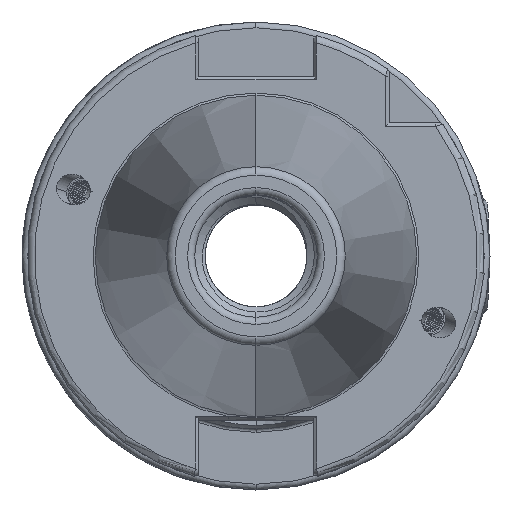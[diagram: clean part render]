
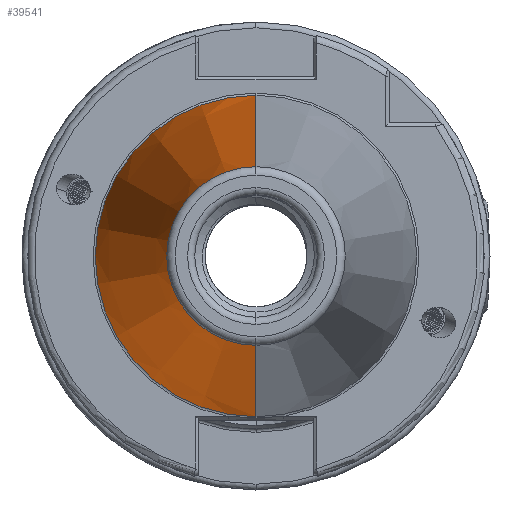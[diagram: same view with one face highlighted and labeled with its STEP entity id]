
A CAD part, left-side view. The second image highlights one B-rep face of the part: STEP entity #39541.
In plain terms, the highlighted conical face has half-angle 8.297 degrees and reference radius 22.692 mm.
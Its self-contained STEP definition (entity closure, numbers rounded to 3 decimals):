
#44 = ORIENTED_EDGE ( 'NONE', *, *, #5717, .F. ) ;
#730 = AXIS2_PLACEMENT_3D ( 'NONE', #30434, #30432, #30440 ) ;
#740 = AXIS2_PLACEMENT_3D ( 'NONE', #30698, #30686, #30687 ) ;
#1073 = AXIS2_PLACEMENT_3D ( 'NONE', #26588, #26574, #26582 ) ;
#2305 = ORIENTED_EDGE ( 'NONE', *, *, #5667, .T. ) ;
#2310 = ORIENTED_EDGE ( 'NONE', *, *, #5706, .T. ) ;
#2312 = ORIENTED_EDGE ( 'NONE', *, *, #5688, .F. ) ;
#5667 = EDGE_CURVE ( 'NONE', #18406, #18403, #39738, .T. ) ;
#5688 = EDGE_CURVE ( 'NONE', #18413, #18403, #39734, .T. ) ;
#5706 = EDGE_CURVE ( 'NONE', #18435, #18406, #18695, .T. ) ;
#5717 = EDGE_CURVE ( 'NONE', #18435, #18413, #32922, .T. ) ;
#18403 = VERTEX_POINT ( 'NONE', #23424 ) ;
#18406 = VERTEX_POINT ( 'NONE', #23426 ) ;
#18413 = VERTEX_POINT ( 'NONE', #21928 ) ;
#18435 = VERTEX_POINT ( 'NONE', #21956 ) ;
#18695 = CIRCLE ( 'NONE', #740, 12.4 ) ;
#21928 = CARTESIAN_POINT ( 'NONE',  ( -2.5, 0., -22.327 ) ) ;
#21956 = CARTESIAN_POINT ( 'NONE',  ( -70.573, 0., -12.4 ) ) ;
#22841 = FACE_OUTER_BOUND ( 'NONE', #40311, .T. ) ;
#22858 = CONICAL_SURFACE ( 'NONE', #1073, 22.692, 0.145 ) ;
#23424 = CARTESIAN_POINT ( 'NONE',  ( -2.5, 0., 22.327 ) ) ;
#23426 = CARTESIAN_POINT ( 'NONE',  ( -70.573, 0., 12.4 ) ) ;
#26574 = DIRECTION ( 'NONE',  ( 1., 0., 0. ) ) ;
#26582 = DIRECTION ( 'NONE',  ( 0., 0., -1. ) ) ;
#26588 = CARTESIAN_POINT ( 'NONE',  ( 0., 0., 0. ) ) ;
#30132 = CARTESIAN_POINT ( 'NONE',  ( 0., 0., 22.692 ) ) ;
#30134 = DIRECTION ( 'NONE',  ( 0.99, 0., 0.144 ) ) ;
#30432 = DIRECTION ( 'NONE',  ( 1., 0., 0. ) ) ;
#30434 = CARTESIAN_POINT ( 'NONE',  ( -2.5, 0., 0. ) ) ;
#30440 = DIRECTION ( 'NONE',  ( 0., 0., -1. ) ) ;
#30686 = DIRECTION ( 'NONE',  ( 1., 0., 0. ) ) ;
#30687 = DIRECTION ( 'NONE',  ( 0., 0., 1. ) ) ;
#30698 = CARTESIAN_POINT ( 'NONE',  ( -70.573, 0., 0. ) ) ;
#30813 = CARTESIAN_POINT ( 'NONE',  ( 0., 0., -22.692 ) ) ;
#30826 = DIRECTION ( 'NONE',  ( 0.99, 0., -0.144 ) ) ;
#32922 = LINE ( 'NONE', #30813, #32937 ) ;
#32937 = VECTOR ( 'NONE', #30826, 1000. ) ;
#39541 = ADVANCED_FACE ( 'NONE', ( #22841 ), #22858, .T. ) ;
#39734 = CIRCLE ( 'NONE', #730, 22.327 ) ;
#39738 = LINE ( 'NONE', #30132, #39746 ) ;
#39746 = VECTOR ( 'NONE', #30134, 1000. ) ;
#40311 = EDGE_LOOP ( 'NONE', ( #2310, #2305, #2312, #44 ) ) ;
